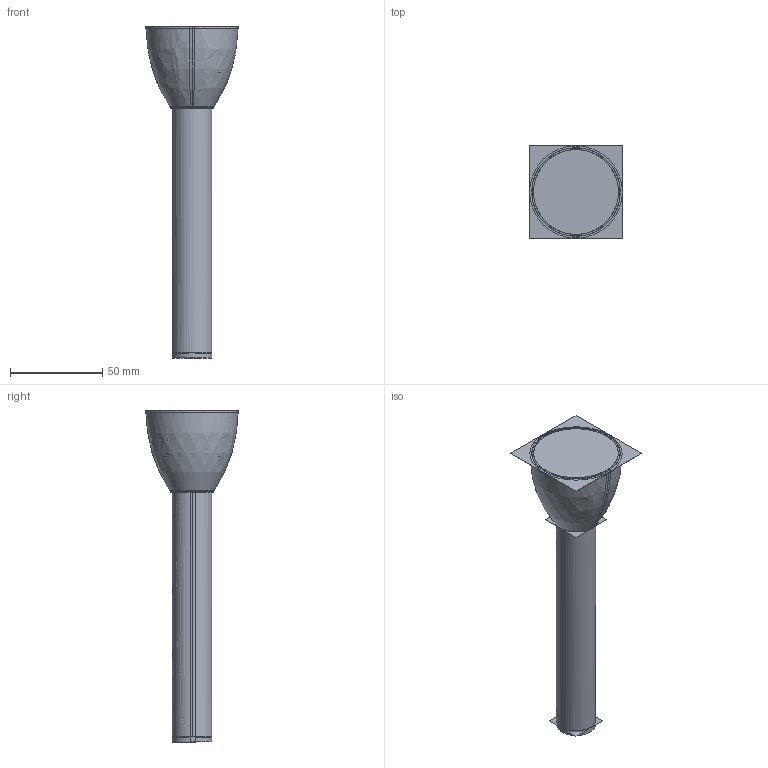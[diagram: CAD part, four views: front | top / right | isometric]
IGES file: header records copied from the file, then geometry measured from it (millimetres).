
Start section:  PTC IGES file: 192320.igs
Global section: file name: 192320.igs; native system: Creo Parametric by Parametric Technology Corporation; preprocessor: 2013230; author: pdmadmin; organization: Unknown; date: 20151218.135902; units: millimetre
Bounding box: 49.99 x 49.99 x 179.74 mm (x, y, z)
Volume: 60869.8 mm3; surface area: 265813.1 mm2
Topology: 2 solids, 2 shells, 204 faces, 1078 edges, 1388 vertices
Faces by surface type: revolution 142, bspline 62
